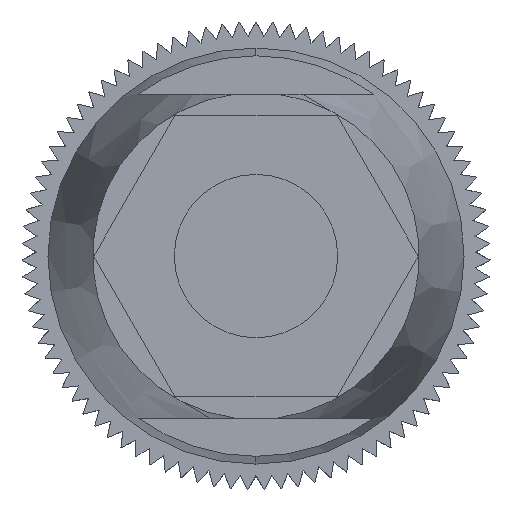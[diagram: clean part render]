
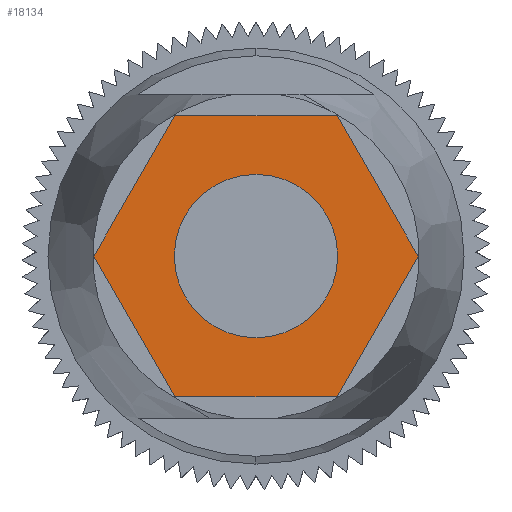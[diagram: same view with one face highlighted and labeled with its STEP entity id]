
A CAD part, front view. The second image highlights one B-rep face of the part: STEP entity #18134.
In plain terms, the highlighted planar face has unit normal (0, -1, 0).
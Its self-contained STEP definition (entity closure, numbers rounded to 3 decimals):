
#13 = CARTESIAN_POINT ( 'NONE',  ( 0., -60., 3.49 ) ) ;
#203 = AXIS2_PLACEMENT_3D ( 'NONE', #10881, #29285, #13556 ) ;
#707 = CARTESIAN_POINT ( 'NONE',  ( 3.466, -60., -6.003 ) ) ;
#1076 = FACE_OUTER_BOUND ( 'NONE', #12266, .T. ) ;
#1252 = EDGE_CURVE ( 'NONE', #12789, #4587, #24909, .T. ) ;
#1753 = ORIENTED_EDGE ( 'NONE', *, *, #25699, .F. ) ;
#2045 = VERTEX_POINT ( 'NONE', #32349 ) ;
#4170 = EDGE_CURVE ( 'NONE', #4587, #22589, #4754, .T. ) ;
#4178 = DIRECTION ( 'NONE',  ( 0., 1., 0. ) ) ;
#4587 = VERTEX_POINT ( 'NONE', #707 ) ;
#4754 = LINE ( 'NONE', #26736, #31077 ) ;
#5788 = CIRCLE ( 'NONE', #31522, 3.49 ) ;
#6005 = LINE ( 'NONE', #31610, #12195 ) ;
#7977 = ORIENTED_EDGE ( 'NONE', *, *, #16833, .T. ) ;
#9941 = EDGE_CURVE ( 'NONE', #17608, #11415, #5788, .T. ) ;
#10128 = CARTESIAN_POINT ( 'NONE',  ( 0., -60., 0. ) ) ;
#10881 = CARTESIAN_POINT ( 'NONE',  ( 0., -60., 0. ) ) ;
#11194 = VECTOR ( 'NONE', #16849, 1000. ) ;
#11415 = VERTEX_POINT ( 'NONE', #13 ) ;
#12195 = VECTOR ( 'NONE', #15764, 1000. ) ;
#12266 = EDGE_LOOP ( 'NONE', ( #7977, #20499, #24084, #15606, #12546, #18118 ) ) ;
#12546 = ORIENTED_EDGE ( 'NONE', *, *, #19761, .T. ) ;
#12789 = VERTEX_POINT ( 'NONE', #22118 ) ;
#12797 = DIRECTION ( 'NONE',  ( 0., 0., -1. ) ) ;
#13556 = DIRECTION ( 'NONE',  ( 0., 0., -1. ) ) ;
#14202 = CARTESIAN_POINT ( 'NONE',  ( 6.931, -60., 0. ) ) ;
#14261 = FACE_BOUND ( 'NONE', #21854, .T. ) ;
#14657 = PLANE ( 'NONE',  #28569 ) ;
#15444 = CIRCLE ( 'NONE', #203, 3.49 ) ;
#15606 = ORIENTED_EDGE ( 'NONE', *, *, #4170, .T. ) ;
#15764 = DIRECTION ( 'NONE',  ( -0.5, 0., -0.866 ) ) ;
#16617 = CARTESIAN_POINT ( 'NONE',  ( -6.931, -60., 0. ) ) ;
#16833 = EDGE_CURVE ( 'NONE', #29048, #2045, #6005, .T. ) ;
#16849 = DIRECTION ( 'NONE',  ( -0.5, 0., 0.866 ) ) ;
#17392 = LINE ( 'NONE', #14202, #11194 ) ;
#17608 = VERTEX_POINT ( 'NONE', #19882 ) ;
#18028 = DIRECTION ( 'NONE',  ( -1., 0., 0. ) ) ;
#18118 = ORIENTED_EDGE ( 'NONE', *, *, #26929, .T. ) ;
#18134 = ADVANCED_FACE ( 'NONE', ( #14261, #1076 ), #14657, .F. ) ;
#18806 = DIRECTION ( 'NONE',  ( 1., 0., 0. ) ) ;
#19761 = EDGE_CURVE ( 'NONE', #22589, #27025, #17392, .T. ) ;
#19882 = CARTESIAN_POINT ( 'NONE',  ( 0., -60., -3.49 ) ) ;
#19954 = CARTESIAN_POINT ( 'NONE',  ( 0., -60., 0. ) ) ;
#20499 = ORIENTED_EDGE ( 'NONE', *, *, #28618, .T. ) ;
#20694 = LINE ( 'NONE', #16617, #26856 ) ;
#21460 = DIRECTION ( 'NONE',  ( 0.5, 0., 0.866 ) ) ;
#21854 = EDGE_LOOP ( 'NONE', ( #31855, #1753 ) ) ;
#21896 = DIRECTION ( 'NONE',  ( 0.5, 0., -0.866 ) ) ;
#22118 = CARTESIAN_POINT ( 'NONE',  ( -3.466, -60., -6.003 ) ) ;
#22575 = DIRECTION ( 'NONE',  ( 0., 0., 1. ) ) ;
#22589 = VERTEX_POINT ( 'NONE', #32620 ) ;
#24084 = ORIENTED_EDGE ( 'NONE', *, *, #1252, .T. ) ;
#24909 = LINE ( 'NONE', #26601, #32734 ) ;
#25699 = EDGE_CURVE ( 'NONE', #11415, #17608, #15444, .T. ) ;
#26579 = VECTOR ( 'NONE', #18028, 1000. ) ;
#26601 = CARTESIAN_POINT ( 'NONE',  ( -3.466, -60., -6.003 ) ) ;
#26736 = CARTESIAN_POINT ( 'NONE',  ( 3.466, -60., -6.003 ) ) ;
#26856 = VECTOR ( 'NONE', #21896, 1000. ) ;
#26929 = EDGE_CURVE ( 'NONE', #27025, #29048, #33576, .T. ) ;
#27025 = VERTEX_POINT ( 'NONE', #31474 ) ;
#28525 = DIRECTION ( 'NONE',  ( 0., -1., 0. ) ) ;
#28569 = AXIS2_PLACEMENT_3D ( 'NONE', #19954, #4178, #22575 ) ;
#28618 = EDGE_CURVE ( 'NONE', #2045, #12789, #20694, .T. ) ;
#29048 = VERTEX_POINT ( 'NONE', #31609 ) ;
#29285 = DIRECTION ( 'NONE',  ( 0., -1., 0. ) ) ;
#31077 = VECTOR ( 'NONE', #21460, 1000. ) ;
#31128 = CARTESIAN_POINT ( 'NONE',  ( 3.466, -60., 6.003 ) ) ;
#31474 = CARTESIAN_POINT ( 'NONE',  ( 3.466, -60., 6.003 ) ) ;
#31522 = AXIS2_PLACEMENT_3D ( 'NONE', #10128, #28525, #12797 ) ;
#31609 = CARTESIAN_POINT ( 'NONE',  ( -3.466, -60., 6.003 ) ) ;
#31610 = CARTESIAN_POINT ( 'NONE',  ( -3.466, -60., 6.003 ) ) ;
#31855 = ORIENTED_EDGE ( 'NONE', *, *, #9941, .F. ) ;
#32349 = CARTESIAN_POINT ( 'NONE',  ( -6.931, -60., 0. ) ) ;
#32620 = CARTESIAN_POINT ( 'NONE',  ( 6.931, -60., 0. ) ) ;
#32734 = VECTOR ( 'NONE', #18806, 1000. ) ;
#33576 = LINE ( 'NONE', #31128, #26579 ) ;
